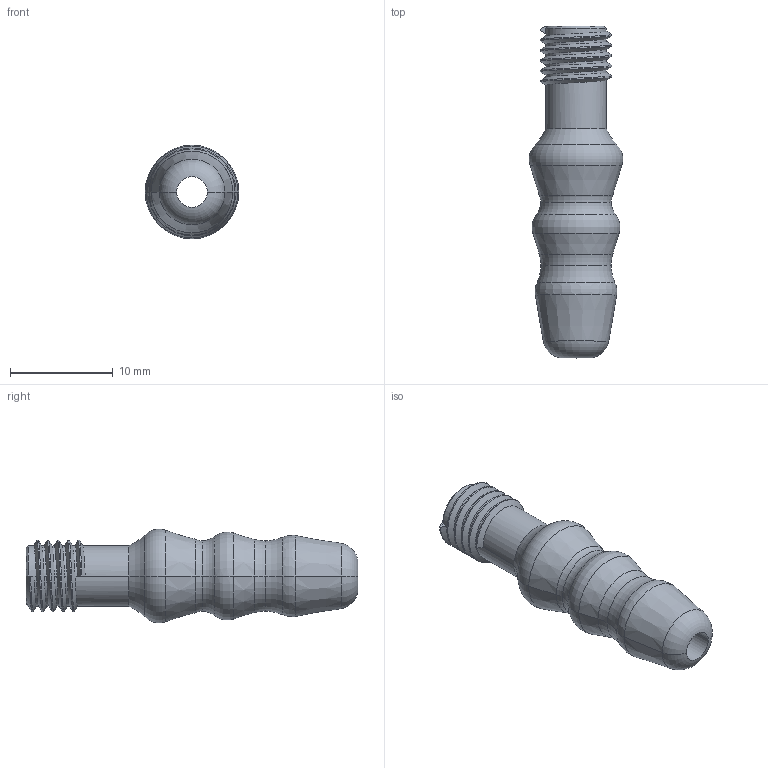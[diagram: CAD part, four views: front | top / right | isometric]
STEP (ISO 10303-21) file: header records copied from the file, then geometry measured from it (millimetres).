
FILE_DESCRIPTION (( 'STEP AP214' ), '1' );
FILE_NAME ('Âûõîä.STEP', '2022-05-20T12:36:21', ( '' ), ( '' ), 'SwSTEP 2.0', 'SolidWorks 2021', '' );
FILE_SCHEMA (( 'AUTOMOTIVE_DESIGN' ));
Length unit declared in the file: millimetre
Products named in the file (1): ﾂ顥鮏
Bounding box: 9.09 x 32.27 x 9.09 mm (x, y, z)
Volume: 1045.3 mm3; surface area: 1135.2 mm2
Topology: 1 solids, 1 shells, 46 faces, 105 edges, 60 vertices
Faces by surface type: torus 18, cylinder 14, cone 8, plane 3, bspline 3
Entity records: 2133 total; most frequent: CARTESIAN_POINT 1110, DIRECTION 219, ORIENTED_EDGE 210, EDGE_CURVE 105, AXIS2_PLACEMENT_3D 94, VERTEX_POINT 60, CIRCLE 50, EDGE_LOOP 47
